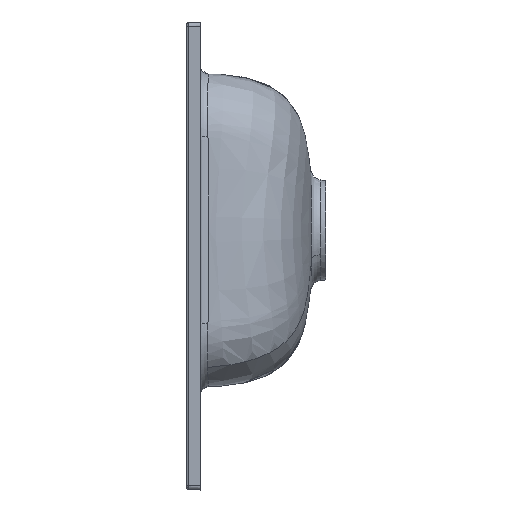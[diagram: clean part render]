
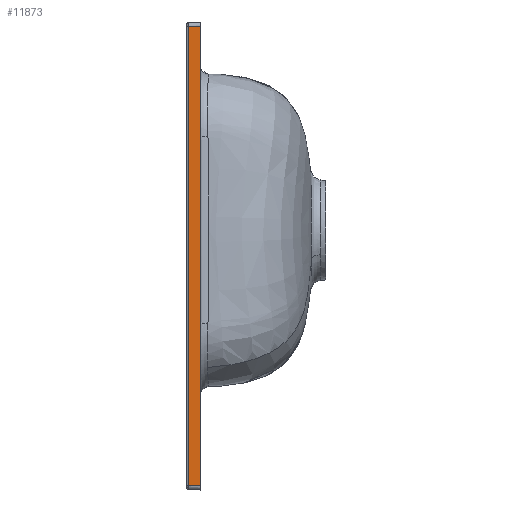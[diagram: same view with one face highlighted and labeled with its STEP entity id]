
A CAD part, left-side view. The second image highlights one B-rep face of the part: STEP entity #11873.
In plain terms, the highlighted planar face has unit normal (-0.999, 0.035, 0).
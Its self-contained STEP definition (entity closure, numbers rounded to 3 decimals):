
#1241 = LINE ( 'NONE', #25738, #31670 ) ;
#5322 = VECTOR ( 'NONE', #27529, 1000. ) ;
#8012 = LINE ( 'NONE', #10727, #5322 ) ;
#9647 = PLANE ( 'NONE',  #54817 ) ;
#10364 = EDGE_CURVE ( 'NONE', #14724, #16527, #8012, .T. ) ;
#10727 = CARTESIAN_POINT ( 'NONE',  ( -320.067, -1.93, -221.002 ) ) ;
#11508 = EDGE_CURVE ( 'NONE', #22113, #15072, #26470, .T. ) ;
#11873 = ADVANCED_FACE ( 'NONE', ( #44354 ), #9647, .T. ) ;
#12494 = CARTESIAN_POINT ( 'NONE',  ( -320.489, -14., -221.246 ) ) ;
#14724 = VERTEX_POINT ( 'NONE', #21196 ) ;
#15072 = VERTEX_POINT ( 'NONE', #40158 ) ;
#15396 = ORIENTED_EDGE ( 'NONE', *, *, #33447, .T. ) ;
#16527 = VERTEX_POINT ( 'NONE', #33027 ) ;
#20656 = CARTESIAN_POINT ( 'NONE',  ( -319.729, 7.773, -220.866 ) ) ;
#21196 = CARTESIAN_POINT ( 'NONE',  ( -320.067, -1.93, 221.07 ) ) ;
#22113 = VERTEX_POINT ( 'NONE', #12494 ) ;
#22380 = LINE ( 'NONE', #20656, #39577 ) ;
#25738 = CARTESIAN_POINT ( 'NONE',  ( -320.005, -0.139, 221.007 ) ) ;
#26470 = LINE ( 'NONE', #47349, #31786 ) ;
#27529 = DIRECTION ( 'NONE',  ( 0., 0., -1. ) ) ;
#29091 = ORIENTED_EDGE ( 'NONE', *, *, #11508, .T. ) ;
#31550 = EDGE_CURVE ( 'NONE', #16527, #22113, #22380, .T. ) ;
#31670 = VECTOR ( 'NONE', #47181, 1000. ) ;
#31786 = VECTOR ( 'NONE', #38322, 1000. ) ;
#33027 = CARTESIAN_POINT ( 'NONE',  ( -320.067, -1.93, -221.036 ) ) ;
#33447 = EDGE_CURVE ( 'NONE', #15072, #14724, #1241, .T. ) ;
#34316 = EDGE_LOOP ( 'NONE', ( #53166, #29091, #15396, #37433 ) ) ;
#35318 = DIRECTION ( 'NONE',  ( -0.999, 0.035, 0. ) ) ;
#37433 = ORIENTED_EDGE ( 'NONE', *, *, #10364, .T. ) ;
#38322 = DIRECTION ( 'NONE',  ( 0., 0., 1. ) ) ;
#39033 = DIRECTION ( 'NONE',  ( -0.035, -0.999, 0. ) ) ;
#39577 = VECTOR ( 'NONE', #53949, 1000. ) ;
#40158 = CARTESIAN_POINT ( 'NONE',  ( -320.489, -14., 221.491 ) ) ;
#44354 = FACE_OUTER_BOUND ( 'NONE', #34316, .T. ) ;
#47181 = DIRECTION ( 'NONE',  ( 0.035, 0.999, -0.035 ) ) ;
#47349 = CARTESIAN_POINT ( 'NONE',  ( -320.489, -14., 225. ) ) ;
#48067 = CARTESIAN_POINT ( 'NONE',  ( -320., 0., 225. ) ) ;
#53166 = ORIENTED_EDGE ( 'NONE', *, *, #31550, .T. ) ;
#53949 = DIRECTION ( 'NONE',  ( -0.035, -0.999, -0.017 ) ) ;
#54817 = AXIS2_PLACEMENT_3D ( 'NONE', #48067, #35318, #39033 ) ;
